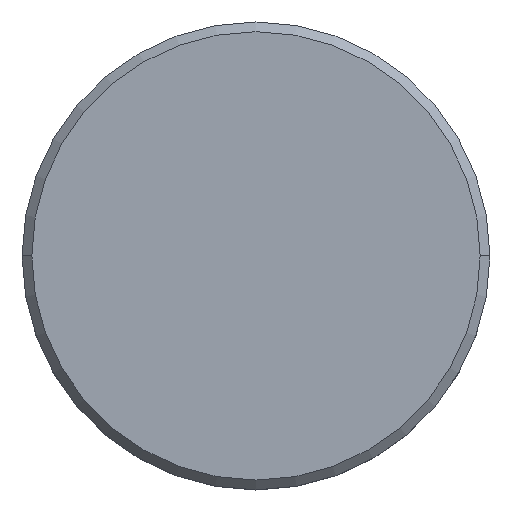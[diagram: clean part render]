
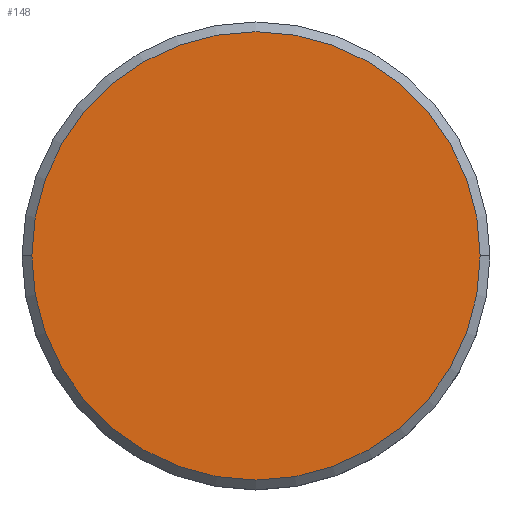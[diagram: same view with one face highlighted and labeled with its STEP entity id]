
A CAD part, top view. The second image highlights one B-rep face of the part: STEP entity #148.
In plain terms, the highlighted planar face has unit normal (0, 0, 1).
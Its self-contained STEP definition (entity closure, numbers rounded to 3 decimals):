
#12 = CIRCLE ( 'NONE', #548, 11.5 ) ;
#20 = DIRECTION ( 'NONE',  ( 0., 0., 1. ) ) ;
#39 = VERTEX_POINT ( 'NONE', #718 ) ;
#69 = CIRCLE ( 'NONE', #738, 11.5 ) ;
#120 = DIRECTION ( 'NONE',  ( 0., 0., 1. ) ) ;
#130 = AXIS2_PLACEMENT_3D ( 'NONE', #674, #120, #1155 ) ;
#148 = ADVANCED_FACE ( 'NONE', ( #412 ), #1122, .T. ) ;
#287 = CARTESIAN_POINT ( 'NONE',  ( 0., 0., 0. ) ) ;
#412 = FACE_OUTER_BOUND ( 'NONE', #800, .T. ) ;
#428 = CARTESIAN_POINT ( 'NONE',  ( 0., 0., 0. ) ) ;
#461 = ORIENTED_EDGE ( 'NONE', *, *, #930, .T. ) ;
#512 = VERTEX_POINT ( 'NONE', #573 ) ;
#548 = AXIS2_PLACEMENT_3D ( 'NONE', #428, #798, #1154 ) ;
#573 = CARTESIAN_POINT ( 'NONE',  ( 11.5, 0., 0. ) ) ;
#659 = EDGE_CURVE ( 'NONE', #39, #512, #12, .T. ) ;
#672 = DIRECTION ( 'NONE',  ( 1., 0., 0. ) ) ;
#674 = CARTESIAN_POINT ( 'NONE',  ( 0., 0., 0. ) ) ;
#676 = ORIENTED_EDGE ( 'NONE', *, *, #659, .T. ) ;
#718 = CARTESIAN_POINT ( 'NONE',  ( -11.5, 0., 0. ) ) ;
#738 = AXIS2_PLACEMENT_3D ( 'NONE', #287, #20, #672 ) ;
#798 = DIRECTION ( 'NONE',  ( 0., 0., 1. ) ) ;
#800 = EDGE_LOOP ( 'NONE', ( #676, #461 ) ) ;
#930 = EDGE_CURVE ( 'NONE', #512, #39, #69, .T. ) ;
#1122 = PLANE ( 'NONE',  #130 ) ;
#1154 = DIRECTION ( 'NONE',  ( 1., 0., 0. ) ) ;
#1155 = DIRECTION ( 'NONE',  ( 1., 0., 0. ) ) ;
